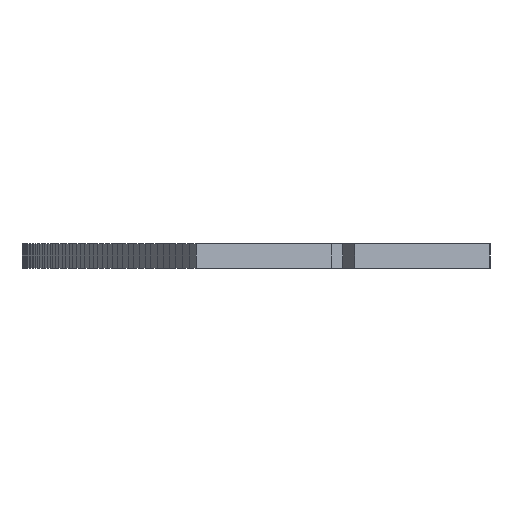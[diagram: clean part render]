
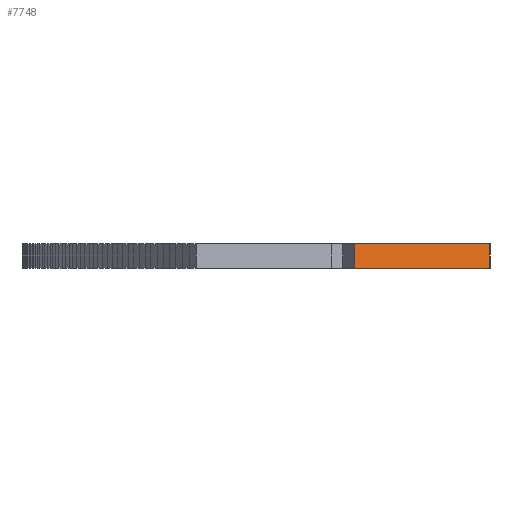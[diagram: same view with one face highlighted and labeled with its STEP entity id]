
A CAD part, left-side view. The second image highlights one B-rep face of the part: STEP entity #7748.
In plain terms, the highlighted planar face has unit normal (-0.965, -0.262, 0).
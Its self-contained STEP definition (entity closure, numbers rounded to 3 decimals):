
#83 = PLANE('',#84);
#84 = AXIS2_PLACEMENT_3D('',#85,#86,#87);
#85 = CARTESIAN_POINT('',(210.,-145.827,1.6));
#86 = DIRECTION('',(-0.,-0.,-1.));
#87 = DIRECTION('',(-1.,0.,0.));
#137 = PLANE('',#138);
#138 = AXIS2_PLACEMENT_3D('',#139,#140,#141);
#139 = CARTESIAN_POINT('',(210.,-145.827,0.));
#140 = DIRECTION('',(-0.,-0.,-1.));
#141 = DIRECTION('',(-1.,0.,0.));
#7640 = PLANE('',#7641);
#7641 = AXIS2_PLACEMENT_3D('',#7642,#7643,#7644);
#7642 = CARTESIAN_POINT('',(117.12,-161.68,0.));
#7643 = DIRECTION('',(0.22,-0.975,0.));
#7644 = DIRECTION('',(-0.975,-0.22,0.));
#7678 = VERTEX_POINT('',#7679);
#7679 = CARTESIAN_POINT('',(115.26,-162.1,1.6));
#7700 = EDGE_CURVE('',#7701,#7678,#7703,.T.);
#7701 = VERTEX_POINT('',#7702);
#7702 = CARTESIAN_POINT('',(115.26,-162.1,0.));
#7703 = SURFACE_CURVE('',#7704,(#7708,#7715),.PCURVE_S1.);
#7704 = LINE('',#7705,#7706);
#7705 = CARTESIAN_POINT('',(115.26,-162.1,0.));
#7706 = VECTOR('',#7707,1.);
#7707 = DIRECTION('',(0.,0.,1.));
#7708 = PCURVE('',#7640,#7709);
#7709 = DEFINITIONAL_REPRESENTATION('',(#7710),#7714);
#7710 = LINE('',#7711,#7712);
#7711 = CARTESIAN_POINT('',(1.907,0.));
#7712 = VECTOR('',#7713,1.);
#7713 = DIRECTION('',(0.,-1.));
#7714 = ( GEOMETRIC_REPRESENTATION_CONTEXT(2) 
PARAMETRIC_REPRESENTATION_CONTEXT() REPRESENTATION_CONTEXT('2D SPACE',''
  ) );
#7715 = PCURVE('',#7716,#7721);
#7716 = PLANE('',#7717);
#7717 = AXIS2_PLACEMENT_3D('',#7718,#7719,#7720);
#7718 = CARTESIAN_POINT('',(115.26,-162.1,0.));
#7719 = DIRECTION('',(-0.965,-0.262,0.));
#7720 = DIRECTION('',(-0.262,0.965,0.));
#7721 = DEFINITIONAL_REPRESENTATION('',(#7722),#7726);
#7722 = LINE('',#7723,#7724);
#7723 = CARTESIAN_POINT('',(0.,0.));
#7724 = VECTOR('',#7725,1.);
#7725 = DIRECTION('',(0.,-1.));
#7726 = ( GEOMETRIC_REPRESENTATION_CONTEXT(2) 
PARAMETRIC_REPRESENTATION_CONTEXT() REPRESENTATION_CONTEXT('2D SPACE',''
  ) );
#7748 = ADVANCED_FACE('',(#7749),#7716,.T.);
#7749 = FACE_BOUND('',#7750,.T.);
#7750 = EDGE_LOOP('',(#7751,#7752,#7775,#7803));
#7751 = ORIENTED_EDGE('',*,*,#7700,.T.);
#7752 = ORIENTED_EDGE('',*,*,#7753,.T.);
#7753 = EDGE_CURVE('',#7678,#7754,#7756,.T.);
#7754 = VERTEX_POINT('',#7755);
#7755 = CARTESIAN_POINT('',(112.85,-153.22,1.6));
#7756 = SURFACE_CURVE('',#7757,(#7761,#7768),.PCURVE_S1.);
#7757 = LINE('',#7758,#7759);
#7758 = CARTESIAN_POINT('',(115.26,-162.1,1.6));
#7759 = VECTOR('',#7760,1.);
#7760 = DIRECTION('',(-0.262,0.965,0.));
#7761 = PCURVE('',#7716,#7762);
#7762 = DEFINITIONAL_REPRESENTATION('',(#7763),#7767);
#7763 = LINE('',#7764,#7765);
#7764 = CARTESIAN_POINT('',(0.,-1.6));
#7765 = VECTOR('',#7766,1.);
#7766 = DIRECTION('',(1.,0.));
#7767 = ( GEOMETRIC_REPRESENTATION_CONTEXT(2) 
PARAMETRIC_REPRESENTATION_CONTEXT() REPRESENTATION_CONTEXT('2D SPACE',''
  ) );
#7768 = PCURVE('',#83,#7769);
#7769 = DEFINITIONAL_REPRESENTATION('',(#7770),#7774);
#7770 = LINE('',#7771,#7772);
#7771 = CARTESIAN_POINT('',(94.74,-16.273));
#7772 = VECTOR('',#7773,1.);
#7773 = DIRECTION('',(0.262,0.965));
#7774 = ( GEOMETRIC_REPRESENTATION_CONTEXT(2) 
PARAMETRIC_REPRESENTATION_CONTEXT() REPRESENTATION_CONTEXT('2D SPACE',''
  ) );
#7775 = ORIENTED_EDGE('',*,*,#7776,.F.);
#7776 = EDGE_CURVE('',#7777,#7754,#7779,.T.);
#7777 = VERTEX_POINT('',#7778);
#7778 = CARTESIAN_POINT('',(112.85,-153.22,0.));
#7779 = SURFACE_CURVE('',#7780,(#7784,#7791),.PCURVE_S1.);
#7780 = LINE('',#7781,#7782);
#7781 = CARTESIAN_POINT('',(112.85,-153.22,0.));
#7782 = VECTOR('',#7783,1.);
#7783 = DIRECTION('',(0.,0.,1.));
#7784 = PCURVE('',#7716,#7785);
#7785 = DEFINITIONAL_REPRESENTATION('',(#7786),#7790);
#7786 = LINE('',#7787,#7788);
#7787 = CARTESIAN_POINT('',(9.201,0.));
#7788 = VECTOR('',#7789,1.);
#7789 = DIRECTION('',(0.,-1.));
#7790 = ( GEOMETRIC_REPRESENTATION_CONTEXT(2) 
PARAMETRIC_REPRESENTATION_CONTEXT() REPRESENTATION_CONTEXT('2D SPACE',''
  ) );
#7791 = PCURVE('',#7792,#7797);
#7792 = PLANE('',#7793);
#7793 = AXIS2_PLACEMENT_3D('',#7794,#7795,#7796);
#7794 = CARTESIAN_POINT('',(112.85,-153.22,0.));
#7795 = DIRECTION('',(-0.26,0.966,0.));
#7796 = DIRECTION('',(0.966,0.26,0.));
#7797 = DEFINITIONAL_REPRESENTATION('',(#7798),#7802);
#7798 = LINE('',#7799,#7800);
#7799 = CARTESIAN_POINT('',(0.,0.));
#7800 = VECTOR('',#7801,1.);
#7801 = DIRECTION('',(0.,-1.));
#7802 = ( GEOMETRIC_REPRESENTATION_CONTEXT(2) 
PARAMETRIC_REPRESENTATION_CONTEXT() REPRESENTATION_CONTEXT('2D SPACE',''
  ) );
#7803 = ORIENTED_EDGE('',*,*,#7804,.F.);
#7804 = EDGE_CURVE('',#7701,#7777,#7805,.T.);
#7805 = SURFACE_CURVE('',#7806,(#7810,#7817),.PCURVE_S1.);
#7806 = LINE('',#7807,#7808);
#7807 = CARTESIAN_POINT('',(115.26,-162.1,0.));
#7808 = VECTOR('',#7809,1.);
#7809 = DIRECTION('',(-0.262,0.965,0.));
#7810 = PCURVE('',#7716,#7811);
#7811 = DEFINITIONAL_REPRESENTATION('',(#7812),#7816);
#7812 = LINE('',#7813,#7814);
#7813 = CARTESIAN_POINT('',(0.,0.));
#7814 = VECTOR('',#7815,1.);
#7815 = DIRECTION('',(1.,0.));
#7816 = ( GEOMETRIC_REPRESENTATION_CONTEXT(2) 
PARAMETRIC_REPRESENTATION_CONTEXT() REPRESENTATION_CONTEXT('2D SPACE',''
  ) );
#7817 = PCURVE('',#137,#7818);
#7818 = DEFINITIONAL_REPRESENTATION('',(#7819),#7823);
#7819 = LINE('',#7820,#7821);
#7820 = CARTESIAN_POINT('',(94.74,-16.273));
#7821 = VECTOR('',#7822,1.);
#7822 = DIRECTION('',(0.262,0.965));
#7823 = ( GEOMETRIC_REPRESENTATION_CONTEXT(2) 
PARAMETRIC_REPRESENTATION_CONTEXT() REPRESENTATION_CONTEXT('2D SPACE',''
  ) );
